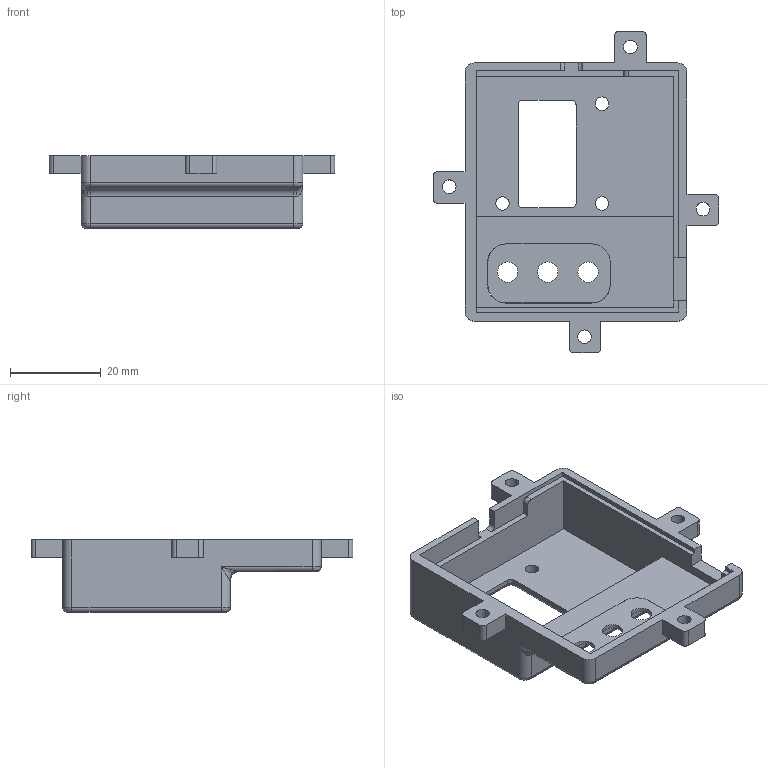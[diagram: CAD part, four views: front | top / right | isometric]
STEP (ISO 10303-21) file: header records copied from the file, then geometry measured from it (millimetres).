
FILE_DESCRIPTION(/* description */ ('Designed by EasyEDA Pro'),/* implementation_level */ '2;1');
FILE_NAME(/* name */ 'Case_abajo_LCD.step',/* time_stamp */ '2025-10-29T19:15:24+01:00',/* author */ (''),/* organization */ (''),/* preprocessor_version */ 'ST-DEVELOPER v20.1',/* originating_system */ 'Autodesk Translation Framework v14.17.0.0',/* authorisation */ '');
FILE_SCHEMA (('AUTOMOTIVE_DESIGN { 1 0 10303 214 3 1 1 }'));
Length unit declared in the file: millimetre
Products named in the file (3): pfsA-PCBModel; Case_abajo_LCD; Case_abajo_LCD (1)
Assembly tree (2 placements, depth 3):
  pfsA-PCBModel
    Case_abajo_LCD
      Case_abajo_LCD (1)
Bounding box: 63 x 71 x 16 mm (x, y, z)
Volume: 11131.9 mm3; surface area: 10889.8 mm2
Topology: 1 solids, 1 shells, 126 faces, 348 edges, 222 vertices
Faces by surface type: plane 61, cylinder 51, bspline 8, torus 6
Full cylindrical faces by diameter (mm): 3 x7, 4.5 x3
Entity records: 4237 total; most frequent: CARTESIAN_POINT 853, DIRECTION 706, ORIENTED_EDGE 692, EDGE_CURVE 346, AXIS2_PLACEMENT_3D 241, LINE 224, VECTOR 224, VERTEX_POINT 222
